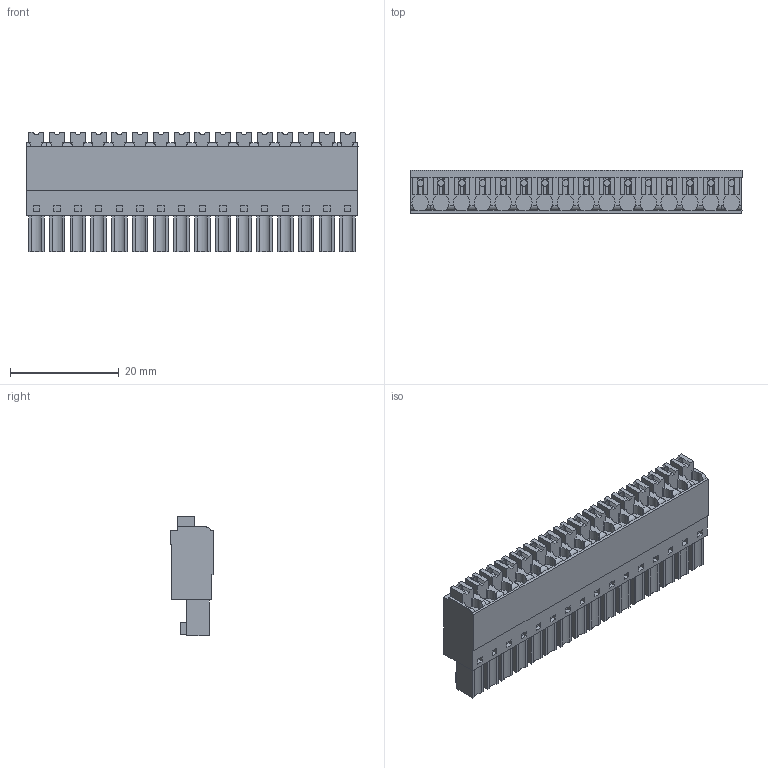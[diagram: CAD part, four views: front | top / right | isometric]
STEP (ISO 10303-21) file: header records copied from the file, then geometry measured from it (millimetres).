
FILE_DESCRIPTION(('CATIA V5 STEP Exchange','CAx-IF Rec.Pracs.--- Model Styling and Organization---1.2---2011-12-15'),'2;1');
FILE_NAME ('D1460664_0', '2017-07-25T12:56:55+00:00', ('none'), ('Weidmueller'), 'CATIA Version 5-6 Release 2014', 'CATIA V5 STEP AP214', 'none');
FILE_SCHEMA(('AUTOMOTIVE_DESIGN { 1 0 10303 214 1 1 1 1 }'));
Length unit declared in the file: millimetre
Products named in the file (1): 1970230000
Bounding box: 60.96 x 7.9 x 22 mm (x, y, z)
Volume: 7330.3 mm3; surface area: 6273.7 mm2
Topology: 17 solids, 17 shells, 960 faces, 2578 edges, 1716 vertices
Faces by surface type: plane 781, cylinder 179
Entity records: 28512 total; most frequent: CARTESIAN_POINT 5308, ORIENTED_EDGE 5156, DIRECTION 3527, EDGE_CURVE 2578, VECTOR 2094, LINE 2094, VERTEX_POINT 1716, EDGE_LOOP 1056
